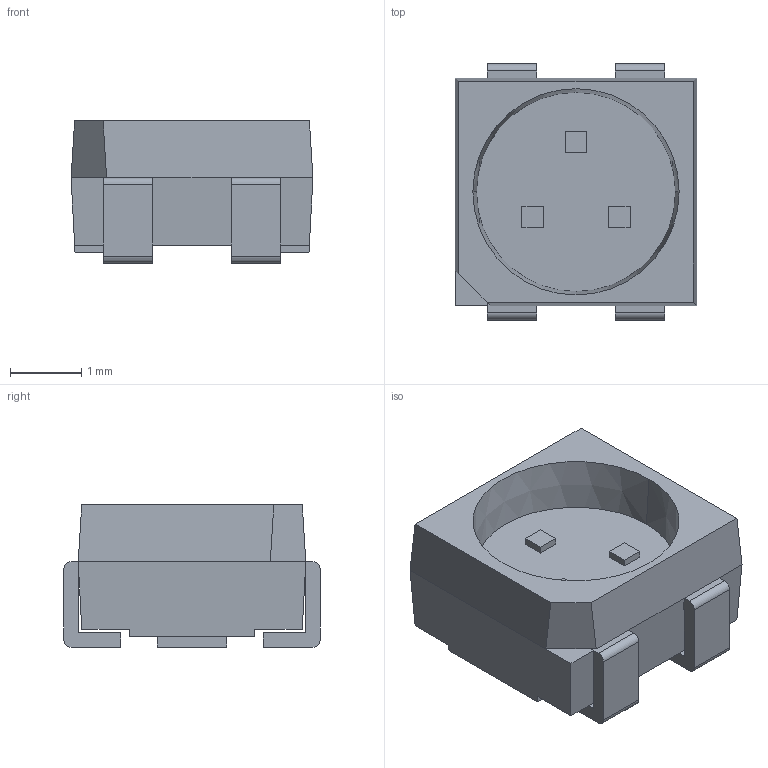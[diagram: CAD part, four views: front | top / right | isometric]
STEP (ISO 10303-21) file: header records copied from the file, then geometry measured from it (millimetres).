
FILE_DESCRIPTION (( 'STEP AP214' ), '1' );
FILE_NAME ('User Library-LED_ASMT-QTB0-0AA02.STEP', '2017-09-01T12:43:15', ( 'Windows User' ), ( '' ), 'SwSTEP 2.0', 'SolidWorks 2017', '' );
FILE_SCHEMA (( 'AUTOMOTIVE_DESIGN' ));
Length unit declared in the file: millimetre
Products named in the file (3): User Library-LED_ASMT-QTB0-0AA02_corps_1; User Library-LED_ASMT-QTB0-0AA02_patte_1; User Library-LED_ASMT-QTB0-0AA02
Assembly tree (5 placements, depth 2):
  User Library-LED_ASMT-QTB0-0AA02
    User Library-LED_ASMT-QTB0-0AA02_patte_1  x4
    User Library-LED_ASMT-QTB0-0AA02_corps_1
Bounding box: 3.4 x 3.6 x 2 mm (x, y, z)
Volume: 15.1 mm3; surface area: 74 mm2
Topology: 5 solids, 5 shells, 114 faces, 288 edges, 188 vertices
Faces by surface type: plane 104, cylinder 8, cone 2
Entity records: 3286 total; most frequent: CARTESIAN_POINT 412, ORIENTED_EDGE 396, DIRECTION 378, EDGE_CURVE 198, VECTOR 190, LINE 190, VERTEX_POINT 128, AXIS2_PLACEMENT_3D 94
